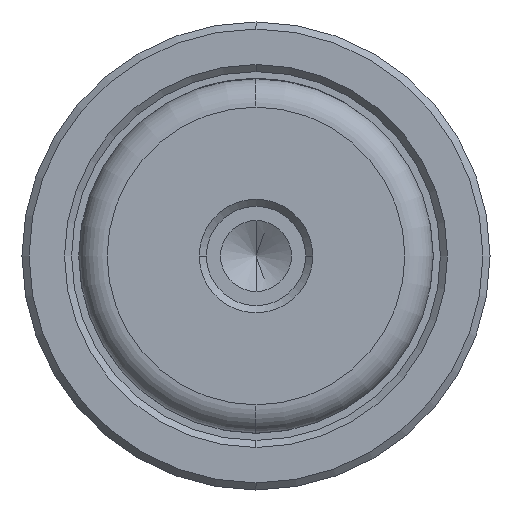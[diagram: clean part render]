
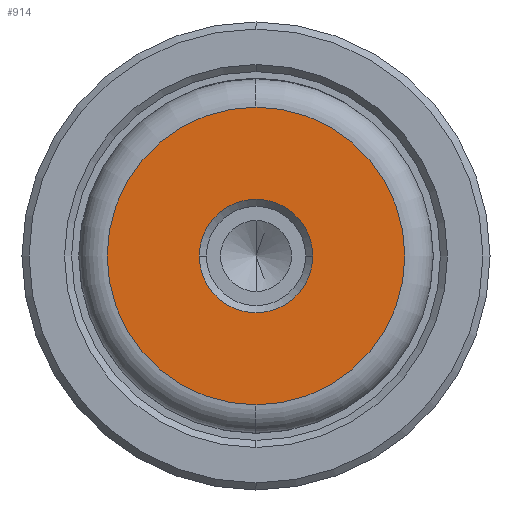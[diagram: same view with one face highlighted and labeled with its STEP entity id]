
A CAD part, left-side view. The second image highlights one B-rep face of the part: STEP entity #914.
In plain terms, the highlighted planar face has unit normal (-1, 0, 0).
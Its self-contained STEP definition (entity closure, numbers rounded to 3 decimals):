
#23 = CARTESIAN_POINT ( 'NONE',  ( 0., 0., -10.497 ) ) ;
#40 = DIRECTION ( 'NONE',  ( -1., 0., 0. ) ) ;
#50 = DIRECTION ( 'NONE',  ( -1., 0., 0. ) ) ;
#291 = ORIENTED_EDGE ( 'NONE', *, *, #1468, .T. ) ;
#348 = DIRECTION ( 'NONE',  ( -1., 0., 0. ) ) ;
#370 = DIRECTION ( 'NONE',  ( 1., 0., 0. ) ) ;
#401 = CARTESIAN_POINT ( 'NONE',  ( 0., 0., 10.497 ) ) ;
#541 = CIRCLE ( 'NONE', #1321, 10.497 ) ;
#914 = ADVANCED_FACE ( 'NONE', ( #1096, #2130 ), #1186, .T. ) ;
#926 = EDGE_CURVE ( 'NONE', #2243, #1647, #541, .T. ) ;
#959 = ORIENTED_EDGE ( 'NONE', *, *, #926, .T. ) ;
#970 = AXIS2_PLACEMENT_3D ( 'NONE', #1101, #2443, #1291 ) ;
#980 = EDGE_CURVE ( 'NONE', #1206, #2056, #1425, .T. ) ;
#1096 = FACE_BOUND ( 'NONE', #2023, .T. ) ;
#1101 = CARTESIAN_POINT ( 'NONE',  ( 0., 0., 0. ) ) ;
#1186 = PLANE ( 'NONE',  #1199 ) ;
#1192 = CARTESIAN_POINT ( 'NONE',  ( 0., -4., 0. ) ) ;
#1194 = CARTESIAN_POINT ( 'NONE',  ( 0., 0., 0. ) ) ;
#1199 = AXIS2_PLACEMENT_3D ( 'NONE', #1943, #40, #1376 ) ;
#1206 = VERTEX_POINT ( 'NONE', #1422 ) ;
#1231 = AXIS2_PLACEMENT_3D ( 'NONE', #1490, #348, #1683 ) ;
#1291 = DIRECTION ( 'NONE',  ( 0., 0., 1. ) ) ;
#1321 = AXIS2_PLACEMENT_3D ( 'NONE', #1194, #50, #1387 ) ;
#1376 = DIRECTION ( 'NONE',  ( 0., 0., 1. ) ) ;
#1387 = DIRECTION ( 'NONE',  ( 0., 0., 1. ) ) ;
#1416 = ORIENTED_EDGE ( 'NONE', *, *, #980, .T. ) ;
#1422 = CARTESIAN_POINT ( 'NONE',  ( 0., 4., 0. ) ) ;
#1423 = EDGE_CURVE ( 'NONE', #2056, #1206, #1701, .T. ) ;
#1425 = CIRCLE ( 'NONE', #2104, 4. ) ;
#1468 = EDGE_CURVE ( 'NONE', #1647, #2243, #1653, .T. ) ;
#1490 = CARTESIAN_POINT ( 'NONE',  ( 0., 0., 0. ) ) ;
#1510 = CARTESIAN_POINT ( 'NONE',  ( 0., 0., 0. ) ) ;
#1647 = VERTEX_POINT ( 'NONE', #401 ) ;
#1653 = CIRCLE ( 'NONE', #1231, 10.497 ) ;
#1683 = DIRECTION ( 'NONE',  ( 0., 0., 1. ) ) ;
#1701 = CIRCLE ( 'NONE', #970, 4. ) ;
#1704 = DIRECTION ( 'NONE',  ( 0., 0., 1. ) ) ;
#1943 = CARTESIAN_POINT ( 'NONE',  ( 0., 0., 0. ) ) ;
#2023 = EDGE_LOOP ( 'NONE', ( #2311, #1416 ) ) ;
#2056 = VERTEX_POINT ( 'NONE', #1192 ) ;
#2104 = AXIS2_PLACEMENT_3D ( 'NONE', #1510, #370, #1704 ) ;
#2130 = FACE_OUTER_BOUND ( 'NONE', #2459, .T. ) ;
#2243 = VERTEX_POINT ( 'NONE', #23 ) ;
#2311 = ORIENTED_EDGE ( 'NONE', *, *, #1423, .T. ) ;
#2443 = DIRECTION ( 'NONE',  ( 1., 0., 0. ) ) ;
#2459 = EDGE_LOOP ( 'NONE', ( #291, #959 ) ) ;
